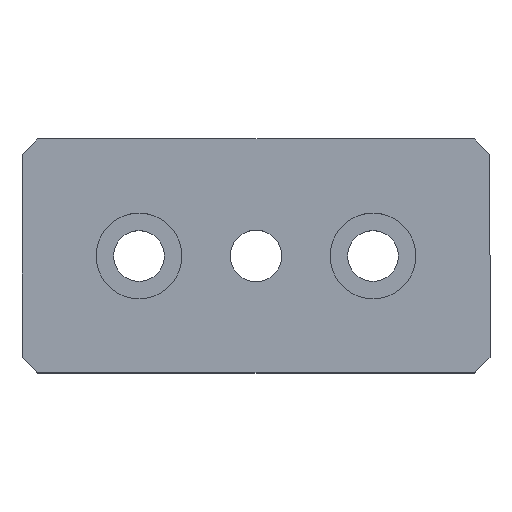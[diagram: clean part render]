
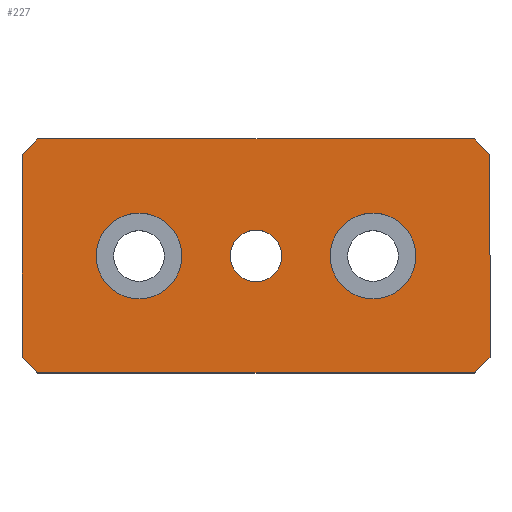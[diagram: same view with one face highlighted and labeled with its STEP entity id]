
A CAD part, top view. The second image highlights one B-rep face of the part: STEP entity #227.
In plain terms, the highlighted planar face has unit normal (0, 0, 1).
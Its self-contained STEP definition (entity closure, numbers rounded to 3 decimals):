
#73=CARTESIAN_POINT('',(30.,-13.,10.0));
#74=VERTEX_POINT('',#73);
#75=CARTESIAN_POINT('',(28.,-15.0,10.0));
#76=VERTEX_POINT('',#75);
#77=CARTESIAN_POINT('',(30.,-13.0,10.0));
#78=DIRECTION('',(-0.707,-0.707,0.0));
#79=VECTOR('',#78,2.828);
#80=LINE('',#77,#79);
#81=EDGE_CURVE('',#74,#76,#80,.T.);
#114=CARTESIAN_POINT('',(-28.,-15.0,10.0));
#115=VERTEX_POINT('',#114);
#116=CARTESIAN_POINT('',(28.,-15.0,10.0));
#117=DIRECTION('',(-1.0,0.0,0.0));
#118=VECTOR('',#117,56.0);
#119=LINE('',#116,#118);
#120=EDGE_CURVE('',#76,#115,#119,.T.);
#139=CARTESIAN_POINT('',(0.0,0.,10.0));
#140=DIRECTION('',(0.0,0.0,1.0));
#141=DIRECTION('',(1.0,0.0,0.0));
#142=AXIS2_PLACEMENT_3D('',#139,#140,#141);
#143=PLANE('',#142);
#144=ORIENTED_EDGE('',*,*,#81,.F.);
#145=CARTESIAN_POINT('',(30.,13.,10.0));
#146=VERTEX_POINT('',#145);
#147=CARTESIAN_POINT('',(30.,13.,10.0));
#148=DIRECTION('',(0.0,-1.0,0.0));
#149=VECTOR('',#148,26.);
#150=LINE('',#147,#149);
#151=EDGE_CURVE('',#146,#74,#150,.T.);
#152=ORIENTED_EDGE('',*,*,#151,.F.);
#153=CARTESIAN_POINT('',(28.,15.,10.0));
#154=VERTEX_POINT('',#153);
#155=CARTESIAN_POINT('',(28.,15.,10.0));
#156=DIRECTION('',(0.707,-0.707,0.0));
#157=VECTOR('',#156,2.828);
#158=LINE('',#155,#157);
#159=EDGE_CURVE('',#154,#146,#158,.T.);
#160=ORIENTED_EDGE('',*,*,#159,.F.);
#161=CARTESIAN_POINT('',(-28.,15.,10.0));
#162=VERTEX_POINT('',#161);
#163=CARTESIAN_POINT('',(-28.,15.,10.0));
#164=DIRECTION('',(1.0,0.0,0.0));
#165=VECTOR('',#164,56.0);
#166=LINE('',#163,#165);
#167=EDGE_CURVE('',#162,#154,#166,.T.);
#168=ORIENTED_EDGE('',*,*,#167,.F.);
#169=CARTESIAN_POINT('',(-30.,13.,10.0));
#170=VERTEX_POINT('',#169);
#171=CARTESIAN_POINT('',(-30.,13.0,10.0));
#172=DIRECTION('',(0.707,0.707,0.0));
#173=VECTOR('',#172,2.828);
#174=LINE('',#171,#173);
#175=EDGE_CURVE('',#170,#162,#174,.T.);
#176=ORIENTED_EDGE('',*,*,#175,.F.);
#177=CARTESIAN_POINT('',(-30.,-13.0,10.0));
#178=VERTEX_POINT('',#177);
#179=CARTESIAN_POINT('',(-30.,-13.,10.0));
#180=DIRECTION('',(0.0,1.0,0.0));
#181=VECTOR('',#180,26.0);
#182=LINE('',#179,#181);
#183=EDGE_CURVE('',#178,#170,#182,.T.);
#184=ORIENTED_EDGE('',*,*,#183,.F.);
#185=CARTESIAN_POINT('',(-28.,-15.,10.0));
#186=DIRECTION('',(-0.707,0.707,0.0));
#187=VECTOR('',#186,2.828);
#188=LINE('',#185,#187);
#189=EDGE_CURVE('',#115,#178,#188,.T.);
#190=ORIENTED_EDGE('',*,*,#189,.F.);
#191=ORIENTED_EDGE('',*,*,#120,.F.);
#192=EDGE_LOOP('',(#144,#152,#160,#168,#176,#184,#190,#191));
#193=FACE_OUTER_BOUND('',#192,.T.);
#194=CARTESIAN_POINT('',(20.5,0.,10.0));
#195=VERTEX_POINT('',#194);
#196=CARTESIAN_POINT('',(15.,0.,10.0));
#197=DIRECTION('',(0.0,0.0,-1.0));
#198=DIRECTION('',(1.0,0.0,0.0));
#199=AXIS2_PLACEMENT_3D('',#196,#197,#198);
#200=CIRCLE('',#199,5.5);
#201=EDGE_CURVE('',#195,#195,#200,.T.);
#202=ORIENTED_EDGE('',*,*,#201,.T.);
#203=EDGE_LOOP('',(#202));
#204=FACE_BOUND('',#203,.T.);
#205=CARTESIAN_POINT('',(-9.5,0.,10.0));
#206=VERTEX_POINT('',#205);
#207=CARTESIAN_POINT('',(-15.0,0.,10.0));
#208=DIRECTION('',(0.0,0.0,-1.0));
#209=DIRECTION('',(1.0,0.0,0.0));
#210=AXIS2_PLACEMENT_3D('',#207,#208,#209);
#211=CIRCLE('',#210,5.5);
#212=EDGE_CURVE('',#206,#206,#211,.T.);
#213=ORIENTED_EDGE('',*,*,#212,.T.);
#214=EDGE_LOOP('',(#213));
#215=FACE_BOUND('',#214,.T.);
#216=CARTESIAN_POINT('',(3.324,0.,10.0));
#217=VERTEX_POINT('',#216);
#218=CARTESIAN_POINT('',(0.,0.,10.0));
#219=DIRECTION('',(0.0,0.0,-1.0));
#220=DIRECTION('',(1.0,0.0,0.0));
#221=AXIS2_PLACEMENT_3D('',#218,#219,#220);
#222=CIRCLE('',#221,3.324);
#223=EDGE_CURVE('',#217,#217,#222,.T.);
#224=ORIENTED_EDGE('',*,*,#223,.T.);
#225=EDGE_LOOP('',(#224));
#226=FACE_BOUND('',#225,.T.);
#227=ADVANCED_FACE('',(#193,#204,#215,#226),#143,.T.);
